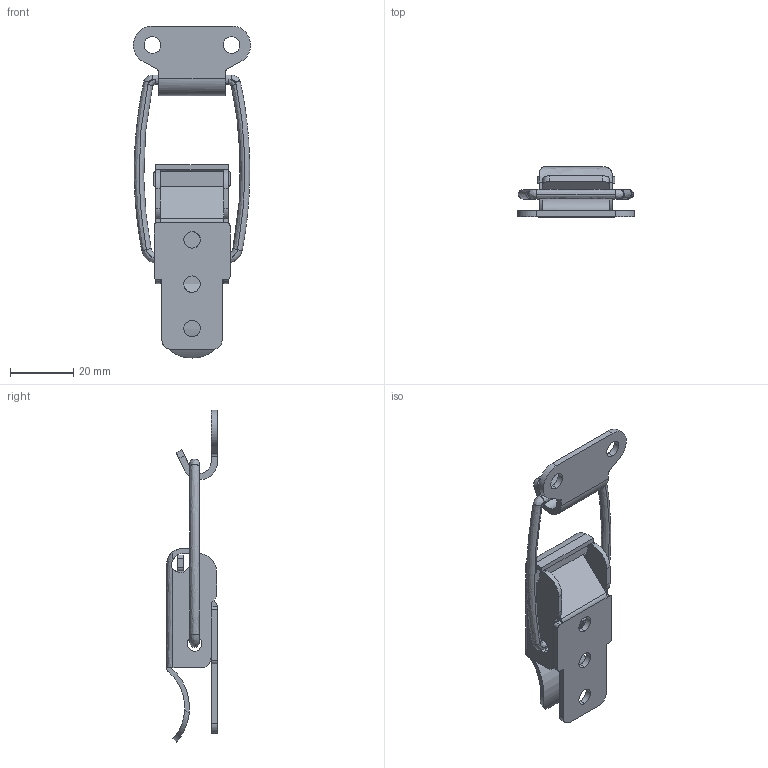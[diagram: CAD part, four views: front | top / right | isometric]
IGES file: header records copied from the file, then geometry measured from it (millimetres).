
Start section: ------------------------------------------------------------------------
Global section: file name: PC3949.1592.TL-448SUS-1_32298.igs; native system: spGate; preprocessor: ver20.6.3 (****-****-****-****); author: Unknown; organization: Unknown; date: 251218.092041; units: millimetre
Bounding box: 36.99 x 16 x 104.8 mm (x, y, z)
Volume: 8569.1 mm3; surface area: 11255.4 mm2
Topology: 4 solids, 4 shells, 142 faces, 389 edges, 254 vertices
Faces by surface type: bspline 142
